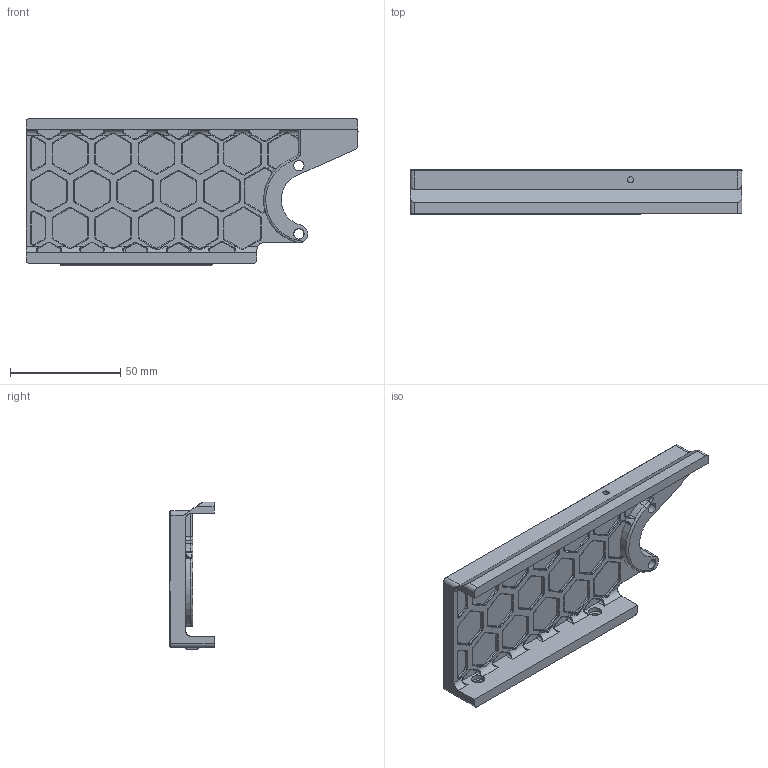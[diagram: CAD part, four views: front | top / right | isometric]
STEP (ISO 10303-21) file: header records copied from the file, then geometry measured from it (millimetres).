
FILE_DESCRIPTION (( 'STEP AP214' ), '1' );
FILE_NAME ('350LET.STEP', '2024-02-27T03:05:26', ( 'Windows User' ), ( 'P R C' ), 'SwSTEP 2.0', 'SolidWorks 2023', '' );
FILE_SCHEMA (( 'AUTOMOTIVE_DESIGN' ));
Length unit declared in the file: millimetre
Products named in the file (1): 350LET
Bounding box: 150.5 x 20 x 67 mm (x, y, z)
Volume: 65733 mm3; surface area: 39177.7 mm2
Topology: 31 solids, 32 shells, 1125 faces, 2818 edges, 1747 vertices
Faces by surface type: cylinder 498, plane 416, torus 109, bspline 90, cone 12
Entity records: 36640 total; most frequent: CARTESIAN_POINT 9689, DIRECTION 5671, ORIENTED_EDGE 5590, EDGE_CURVE 2795, AXIS2_PLACEMENT_3D 2100, VERTEX_POINT 1747, VECTOR 1471, LINE 1471
